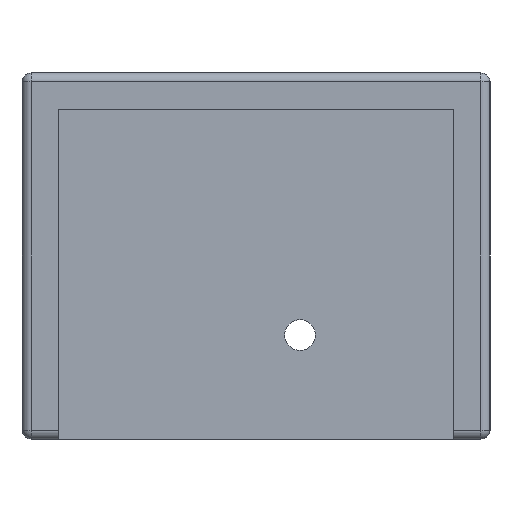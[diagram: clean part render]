
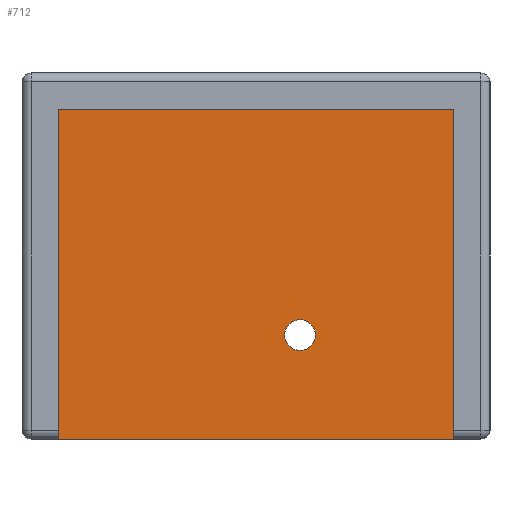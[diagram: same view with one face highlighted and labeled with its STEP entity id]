
A CAD part, left-side view. The second image highlights one B-rep face of the part: STEP entity #712.
In plain terms, the highlighted planar face has unit normal (-1, 0, 0).
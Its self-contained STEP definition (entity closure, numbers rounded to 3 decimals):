
#386 = VERTEX_POINT('',#387);
#387 = CARTESIAN_POINT('',(82.75,43.75,-16.5));
#427 = VERTEX_POINT('',#428);
#428 = CARTESIAN_POINT('',(82.75,0.,-16.5));
#434 = EDGE_CURVE('',#427,#386,#435,.T.);
#435 = LINE('',#436,#437);
#436 = CARTESIAN_POINT('',(82.75,0.,-16.5));
#437 = VECTOR('',#438,1.);
#438 = DIRECTION('',(0.,1.,0.));
#620 = VERTEX_POINT('',#621);
#621 = CARTESIAN_POINT('',(82.75,43.75,20.));
#627 = EDGE_CURVE('',#620,#386,#628,.T.);
#628 = LINE('',#629,#630);
#629 = CARTESIAN_POINT('',(82.75,43.75,20.));
#630 = VECTOR('',#631,1.);
#631 = DIRECTION('',(0.,0.,-1.));
#712 = ADVANCED_FACE('',(#713,#731),#742,.T.);
#713 = FACE_BOUND('',#714,.T.);
#714 = EDGE_LOOP('',(#715,#723,#724,#725));
#715 = ORIENTED_EDGE('',*,*,#716,.T.);
#716 = EDGE_CURVE('',#717,#620,#719,.T.);
#717 = VERTEX_POINT('',#718);
#718 = CARTESIAN_POINT('',(82.75,0.,20.));
#719 = LINE('',#720,#721);
#720 = CARTESIAN_POINT('',(82.75,0.,20.));
#721 = VECTOR('',#722,1.);
#722 = DIRECTION('',(0.,1.,0.));
#723 = ORIENTED_EDGE('',*,*,#627,.T.);
#724 = ORIENTED_EDGE('',*,*,#434,.F.);
#725 = ORIENTED_EDGE('',*,*,#726,.F.);
#726 = EDGE_CURVE('',#717,#427,#727,.T.);
#727 = LINE('',#728,#729);
#728 = CARTESIAN_POINT('',(82.75,0.,20.));
#729 = VECTOR('',#730,1.);
#730 = DIRECTION('',(0.,0.,-1.));
#731 = FACE_BOUND('',#732,.T.);
#732 = EDGE_LOOP('',(#733));
#733 = ORIENTED_EDGE('',*,*,#734,.F.);
#734 = EDGE_CURVE('',#735,#735,#737,.T.);
#735 = VERTEX_POINT('',#736);
#736 = CARTESIAN_POINT('',(82.75,18.7,-5.));
#737 = CIRCLE('',#738,1.7);
#738 = AXIS2_PLACEMENT_3D('',#739,#740,#741);
#739 = CARTESIAN_POINT('',(82.75,17.,-5.));
#740 = DIRECTION('',(-1.,0.,0.));
#741 = DIRECTION('',(0.,1.,0.));
#742 = PLANE('',#743);
#743 = AXIS2_PLACEMENT_3D('',#744,#745,#746);
#744 = CARTESIAN_POINT('',(82.75,0.,20.));
#745 = DIRECTION('',(-1.,0.,0.));
#746 = DIRECTION('',(0.,0.,-1.));
